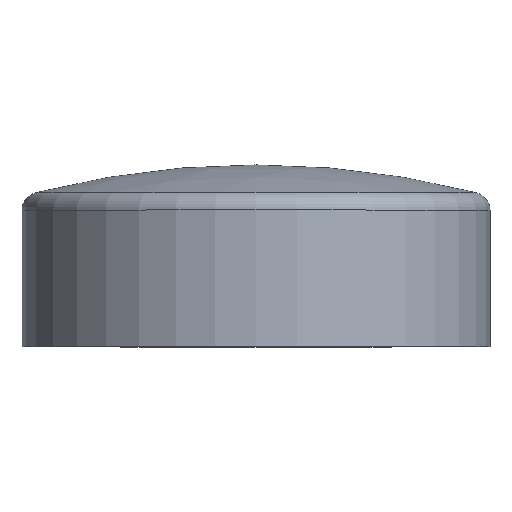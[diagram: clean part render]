
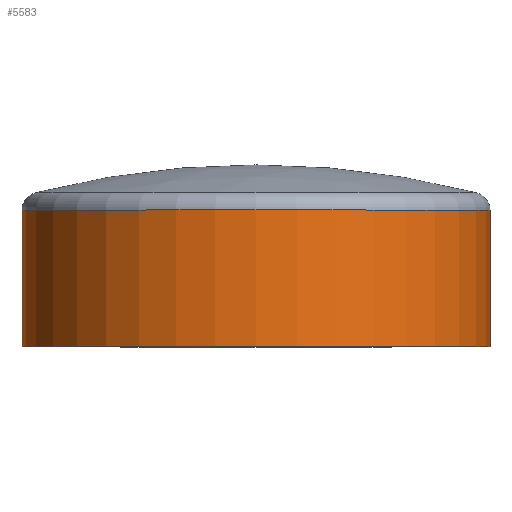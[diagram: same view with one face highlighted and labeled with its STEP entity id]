
A CAD part, top view. The second image highlights one B-rep face of the part: STEP entity #5583.
In plain terms, the highlighted cylindrical face has radius 25.75 mm (diameter 51.5 mm), a partial arc.
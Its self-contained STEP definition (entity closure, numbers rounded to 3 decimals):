
#9 = DIRECTION ( 'NONE',  ( 0., 1., 0. ) ) ;
#839 = CIRCLE ( 'NONE', #12442, 25.75 ) ;
#2015 = VERTEX_POINT ( 'NONE', #7064 ) ;
#2058 = CARTESIAN_POINT ( 'NONE',  ( 0., 15., 0. ) ) ;
#2358 = LINE ( 'NONE', #7621, #6664 ) ;
#2518 = DIRECTION ( 'NONE',  ( 0., 1., 0. ) ) ;
#2633 = EDGE_CURVE ( 'NONE', #2015, #7792, #13576, .T. ) ;
#2776 = VERTEX_POINT ( 'NONE', #8623 ) ;
#2960 = DIRECTION ( 'NONE',  ( -1., 0., 0. ) ) ;
#3271 = EDGE_LOOP ( 'NONE', ( #12625, #7773, #3906, #7542 ) ) ;
#3306 = EDGE_CURVE ( 'NONE', #2776, #2015, #7947, .T. ) ;
#3906 = ORIENTED_EDGE ( 'NONE', *, *, #11259, .F. ) ;
#3917 = AXIS2_PLACEMENT_3D ( 'NONE', #12030, #9, #8786 ) ;
#4204 = CARTESIAN_POINT ( 'NONE',  ( 25.75, 15., 0. ) ) ;
#4217 = DIRECTION ( 'NONE',  ( 0., 1., 0. ) ) ;
#5583 = ADVANCED_FACE ( 'NONE', ( #8762 ), #12482, .T. ) ;
#6538 = DIRECTION ( 'NONE',  ( -1., 0., 0. ) ) ;
#6664 = VECTOR ( 'NONE', #8710, 1000. ) ;
#7064 = CARTESIAN_POINT ( 'NONE',  ( 25.75, 0., 0. ) ) ;
#7492 = CARTESIAN_POINT ( 'NONE',  ( 0., 0., 0. ) ) ;
#7542 = ORIENTED_EDGE ( 'NONE', *, *, #12461, .F. ) ;
#7621 = CARTESIAN_POINT ( 'NONE',  ( -25.75, 18.5, 0. ) ) ;
#7773 = ORIENTED_EDGE ( 'NONE', *, *, #2633, .T. ) ;
#7792 = VERTEX_POINT ( 'NONE', #4204 ) ;
#7947 = CIRCLE ( 'NONE', #11966, 25.75 ) ;
#8623 = CARTESIAN_POINT ( 'NONE',  ( -25.75, 0., 0. ) ) ;
#8710 = DIRECTION ( 'NONE',  ( 0., 1., 0. ) ) ;
#8762 = FACE_OUTER_BOUND ( 'NONE', #3271, .T. ) ;
#8786 = DIRECTION ( 'NONE',  ( -1., 0., 0. ) ) ;
#9238 = CARTESIAN_POINT ( 'NONE',  ( -25.75, 15., 0. ) ) ;
#11259 = EDGE_CURVE ( 'NONE', #14040, #7792, #839, .T. ) ;
#11966 = AXIS2_PLACEMENT_3D ( 'NONE', #7492, #11979, #6538 ) ;
#11979 = DIRECTION ( 'NONE',  ( 0., 1., 0. ) ) ;
#12030 = CARTESIAN_POINT ( 'NONE',  ( 0., 18.5, 0. ) ) ;
#12442 = AXIS2_PLACEMENT_3D ( 'NONE', #2058, #4217, #2960 ) ;
#12461 = EDGE_CURVE ( 'NONE', #2776, #14040, #2358, .T. ) ;
#12482 = CYLINDRICAL_SURFACE ( 'NONE', #3917, 25.75 ) ;
#12625 = ORIENTED_EDGE ( 'NONE', *, *, #3306, .T. ) ;
#13415 = VECTOR ( 'NONE', #2518, 1000. ) ;
#13418 = CARTESIAN_POINT ( 'NONE',  ( 25.75, 18.5, 0. ) ) ;
#13576 = LINE ( 'NONE', #13418, #13415 ) ;
#14040 = VERTEX_POINT ( 'NONE', #9238 ) ;
